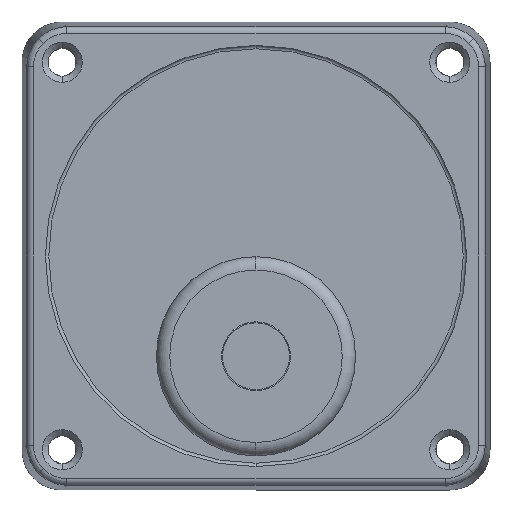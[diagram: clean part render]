
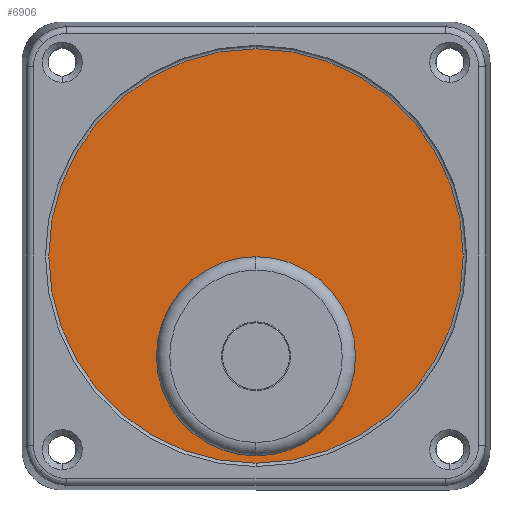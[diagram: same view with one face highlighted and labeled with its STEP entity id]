
A CAD part, front view. The second image highlights one B-rep face of the part: STEP entity #6906.
In plain terms, the highlighted planar face has unit normal (0, -1, 0).
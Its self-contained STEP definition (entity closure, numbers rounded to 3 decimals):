
#163 = AXIS2_PLACEMENT_3D ( 'NONE', #5920, #919, #3181 ) ;
#188 = VERTEX_POINT ( 'NONE', #6406 ) ;
#230 = ORIENTED_EDGE ( 'NONE', *, *, #2265, .T. ) ;
#272 = CIRCLE ( 'NONE', #163, 14.9 ) ;
#452 = EDGE_CURVE ( 'NONE', #1153, #188, #272, .T. ) ;
#512 = DIRECTION ( 'NONE',  ( 0., -1., 0. ) ) ;
#798 = DIRECTION ( 'NONE',  ( 0., 0., -1. ) ) ;
#848 = CARTESIAN_POINT ( 'NONE',  ( -80.813, -6.904, -31. ) ) ;
#919 = DIRECTION ( 'NONE',  ( 0., -1., 0. ) ) ;
#1153 = VERTEX_POINT ( 'NONE', #1832 ) ;
#1385 = ORIENTED_EDGE ( 'NONE', *, *, #5697, .T. ) ;
#1439 = DIRECTION ( 'NONE',  ( 0., 0., -1. ) ) ;
#1516 = CIRCLE ( 'NONE', #5591, 31. ) ;
#1832 = CARTESIAN_POINT ( 'NONE',  ( -80.813, -6.904, -29.9 ) ) ;
#1894 = EDGE_LOOP ( 'NONE', ( #1385, #230 ) ) ;
#2240 = CARTESIAN_POINT ( 'NONE',  ( -80.813, -6.904, 0. ) ) ;
#2265 = EDGE_CURVE ( 'NONE', #6780, #5671, #3955, .T. ) ;
#2784 = DIRECTION ( 'NONE',  ( 0., 0., -1. ) ) ;
#2798 = FACE_OUTER_BOUND ( 'NONE', #1894, .T. ) ;
#2816 = CIRCLE ( 'NONE', #6832, 14.9 ) ;
#3017 = ORIENTED_EDGE ( 'NONE', *, *, #452, .F. ) ;
#3181 = DIRECTION ( 'NONE',  ( 0., 0., -1. ) ) ;
#3334 = AXIS2_PLACEMENT_3D ( 'NONE', #2240, #4471, #6635 ) ;
#3614 = CARTESIAN_POINT ( 'NONE',  ( -80.813, -6.904, 0. ) ) ;
#3938 = AXIS2_PLACEMENT_3D ( 'NONE', #3614, #5804, #798 ) ;
#3955 = CIRCLE ( 'NONE', #3938, 31. ) ;
#4232 = CARTESIAN_POINT ( 'NONE',  ( -80.813, -6.904, 0. ) ) ;
#4258 = EDGE_CURVE ( 'NONE', #188, #1153, #2816, .T. ) ;
#4471 = DIRECTION ( 'NONE',  ( 0., -1., 0. ) ) ;
#5004 = FACE_BOUND ( 'NONE', #5512, .T. ) ;
#5512 = EDGE_LOOP ( 'NONE', ( #6321, #3017 ) ) ;
#5538 = CARTESIAN_POINT ( 'NONE',  ( -80.813, -6.904, -15. ) ) ;
#5591 = AXIS2_PLACEMENT_3D ( 'NONE', #4232, #6407, #1439 ) ;
#5671 = VERTEX_POINT ( 'NONE', #848 ) ;
#5697 = EDGE_CURVE ( 'NONE', #5671, #6780, #1516, .T. ) ;
#5804 = DIRECTION ( 'NONE',  ( 0., -1., 0. ) ) ;
#5920 = CARTESIAN_POINT ( 'NONE',  ( -80.813, -6.904, -15. ) ) ;
#6321 = ORIENTED_EDGE ( 'NONE', *, *, #4258, .F. ) ;
#6406 = CARTESIAN_POINT ( 'NONE',  ( -80.813, -6.904, -0.1 ) ) ;
#6407 = DIRECTION ( 'NONE',  ( 0., -1., 0. ) ) ;
#6466 = CARTESIAN_POINT ( 'NONE',  ( -80.813, -6.904, 31. ) ) ;
#6635 = DIRECTION ( 'NONE',  ( 0., 0., -1. ) ) ;
#6780 = VERTEX_POINT ( 'NONE', #6466 ) ;
#6832 = AXIS2_PLACEMENT_3D ( 'NONE', #5538, #512, #2784 ) ;
#6906 = ADVANCED_FACE ( 'NONE', ( #2798, #5004 ), #7156, .T. ) ;
#7156 = PLANE ( 'NONE',  #3334 ) ;
